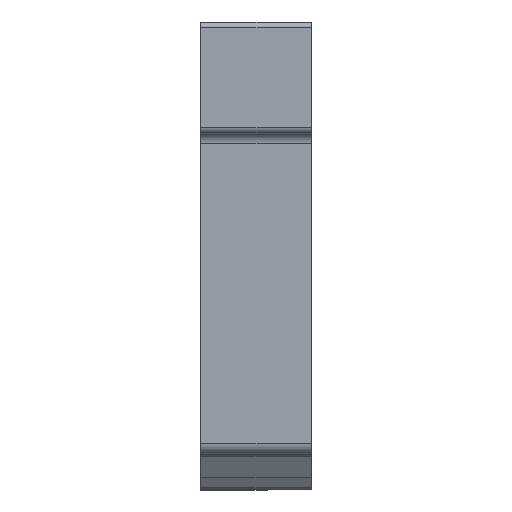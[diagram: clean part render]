
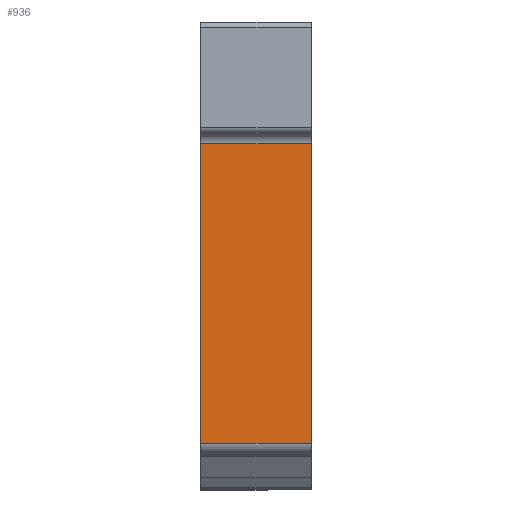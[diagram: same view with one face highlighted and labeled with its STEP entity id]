
A CAD part, left-side view. The second image highlights one B-rep face of the part: STEP entity #936.
In plain terms, the highlighted planar face has unit normal (-1, 0, 0).
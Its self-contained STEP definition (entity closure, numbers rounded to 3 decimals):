
#26 = CARTESIAN_POINT ( 'NONE',  ( 9., 10., -11. ) ) ;
#58 = ORIENTED_EDGE ( 'NONE', *, *, #1107, .T. ) ;
#92 = CARTESIAN_POINT ( 'NONE',  ( 9., 10., -38. ) ) ;
#233 = VERTEX_POINT ( 'NONE', #1164 ) ;
#322 = LINE ( 'NONE', #688, #953 ) ;
#401 = DIRECTION ( 'NONE',  ( 0., 1., 0. ) ) ;
#408 = DIRECTION ( 'NONE',  ( 0., 0., 1. ) ) ;
#531 = EDGE_CURVE ( 'NONE', #1385, #233, #1679, .T. ) ;
#546 = VECTOR ( 'NONE', #547, 1000. ) ;
#547 = DIRECTION ( 'NONE',  ( 0., -1., 0. ) ) ;
#554 = EDGE_CURVE ( 'NONE', #233, #1392, #322, .T. ) ;
#561 = CARTESIAN_POINT ( 'NONE',  ( 9., 10., -10. ) ) ;
#677 = VECTOR ( 'NONE', #893, 1000. ) ;
#688 = CARTESIAN_POINT ( 'NONE',  ( 9., 0., -10. ) ) ;
#849 = EDGE_LOOP ( 'NONE', ( #1343, #919, #1324, #58 ) ) ;
#893 = DIRECTION ( 'NONE',  ( 0., 0., 1. ) ) ;
#919 = ORIENTED_EDGE ( 'NONE', *, *, #531, .T. ) ;
#936 = ADVANCED_FACE ( 'NONE', ( #1076 ), #1141, .F. ) ;
#953 = VECTOR ( 'NONE', #408, 1000. ) ;
#965 = CARTESIAN_POINT ( 'NONE',  ( 9., 0., -11. ) ) ;
#1076 = FACE_OUTER_BOUND ( 'NONE', #849, .T. ) ;
#1107 = EDGE_CURVE ( 'NONE', #1392, #1221, #1477, .T. ) ;
#1141 = PLANE ( 'NONE',  #1587 ) ;
#1143 = VECTOR ( 'NONE', #401, 1000. ) ;
#1164 = CARTESIAN_POINT ( 'NONE',  ( 9., 0., -38. ) ) ;
#1174 = EDGE_CURVE ( 'NONE', #1385, #1221, #1810, .T. ) ;
#1221 = VERTEX_POINT ( 'NONE', #26 ) ;
#1278 = DIRECTION ( 'NONE',  ( 1., 0., 0. ) ) ;
#1290 = CARTESIAN_POINT ( 'NONE',  ( 9., 10., -38. ) ) ;
#1324 = ORIENTED_EDGE ( 'NONE', *, *, #554, .T. ) ;
#1343 = ORIENTED_EDGE ( 'NONE', *, *, #1174, .F. ) ;
#1385 = VERTEX_POINT ( 'NONE', #92 ) ;
#1392 = VERTEX_POINT ( 'NONE', #965 ) ;
#1477 = LINE ( 'NONE', #1719, #1143 ) ;
#1552 = CARTESIAN_POINT ( 'NONE',  ( 9., 10., -10. ) ) ;
#1587 = AXIS2_PLACEMENT_3D ( 'NONE', #561, #1278, #1854 ) ;
#1679 = LINE ( 'NONE', #1290, #546 ) ;
#1719 = CARTESIAN_POINT ( 'NONE',  ( 9., 10., -11. ) ) ;
#1810 = LINE ( 'NONE', #1552, #677 ) ;
#1854 = DIRECTION ( 'NONE',  ( 0., 0., -1. ) ) ;
